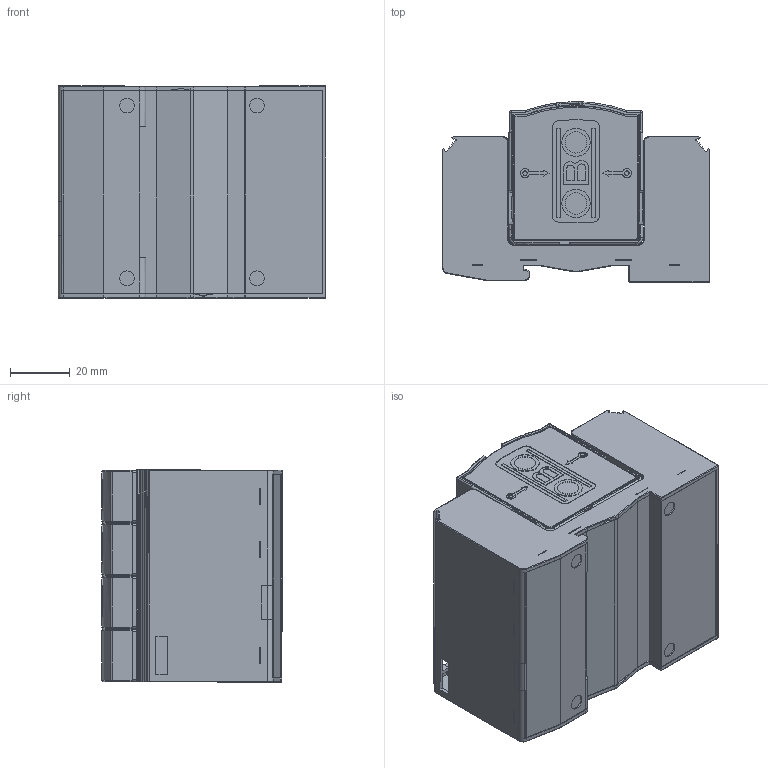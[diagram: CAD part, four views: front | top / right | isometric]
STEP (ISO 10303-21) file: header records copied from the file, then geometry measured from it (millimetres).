
FILE_DESCRIPTION((''),'2;1');
FILE_NAME('5094463_ASM','2012-11-29T',('AndreasKeweloh'),(''),'PRO/ENGINEER BY PARAMETRIC TECHNOLOGY CORPORATION, 2012230','PRO/ENGINEER BY PARAMETRIC TECHNOLOGY CORPORATION, 2012230','');
FILE_SCHEMA(('CONFIG_CONTROL_DESIGN'));
Products named in the file (11): GEHAEUSEDECKEL_NEU-3387740; GEHAEUSE_NEU-3232010; GEHAEUSE-3388070_ASM; OBERTEIL-V20NEU_1_1_ASM; OBERTEILE4_ASM; SOCKEL-UNTERTEIL_NEU_1; SOCKEL_OT_4FACH; GEHAEUSE_ASM; SOCKEL_KOMPL_ASM; GEHAEUSE_3232010; 5094463_ASM
Assembly tree (12 placements, depth 5):
  5094463_ASM
    OBERTEILE4_ASM
      OBERTEIL-V20NEU_1_1_ASM  x2
        GEHAEUSE-3388070_ASM
          GEHAEUSEDECKEL_NEU-3387740
          GEHAEUSE_NEU-3232010
    SOCKEL_KOMPL_ASM
      GEHAEUSE_ASM
        SOCKEL-UNTERTEIL_NEU_1
        SOCKEL_OT_4FACH
    OBERTEIL-V20NEU_1_1_ASM
      GEHAEUSE-3388070_ASM
        GEHAEUSEDECKEL_NEU-3387740
        GEHAEUSE_NEU-3232010
    GEHAEUSE_3232010
Bounding box: 89.82 x 60.65 x 71.28 mm (x, y, z)
Volume: 92311 mm3; surface area: 141497.2 mm2
Topology: 9 solids, 9 shells, 3115 faces, 8498 edges, 5511 vertices
Faces by surface type: plane 2014, cylinder 815, sphere 114, torus 73, bspline 72, cone 19, extrusion 8
Entity records: 74933 total; most frequent: CARTESIAN_POINT 17975, ORIENTED_EDGE 12412, DIRECTION 10822, EDGE_CURVE 6206, VECTOR 5008, LINE 5004, VERTEX_POINT 4063, AXIS2_PLACEMENT_3D 2907
